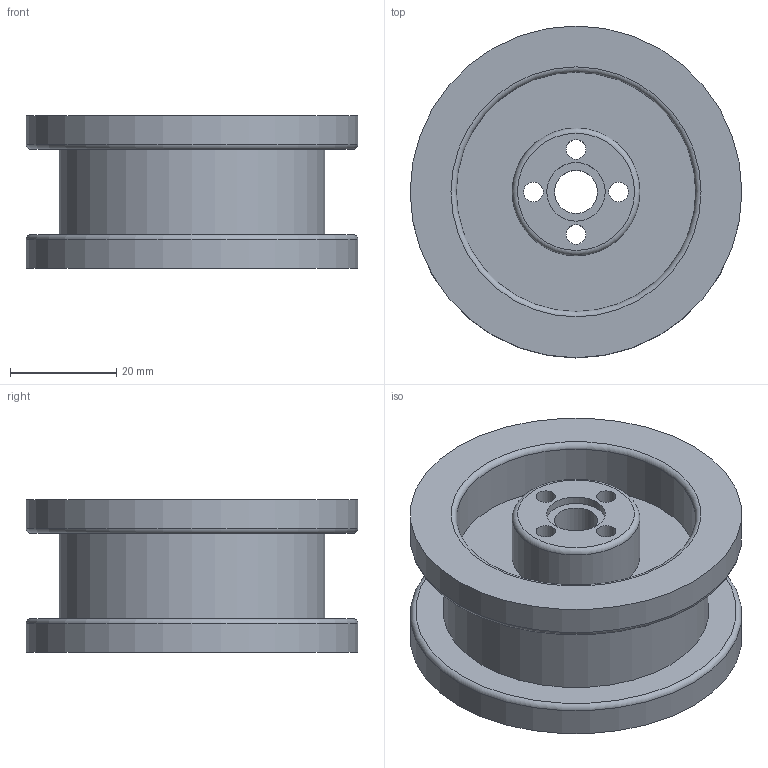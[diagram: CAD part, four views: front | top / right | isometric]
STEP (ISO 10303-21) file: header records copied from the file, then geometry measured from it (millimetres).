
FILE_DESCRIPTION(/* description */ (''),/* implementation_level */ '2;1');
FILE_NAME(/* name */ 'Tetrix_736468_Wheel.ipt.stp',/* time_stamp */ '2014-12-18T17:45:33-08:00',/* author */ ('Autodesk Inc.'),/* organization */ ('Autodesk Inc.'),/* preprocessor_version */ 'ST-DEVELOPER v15.6',/* originating_system */ 'Autodesk Inventor 2015',/* authorisation */ '');
FILE_SCHEMA (('AUTOMOTIVE_DESIGN { 1 0 10303 214 3 1 1 }'));
Length unit declared in the file: millimetre
Products named in the file (1): Tetrix_736468_Wheel
Bounding box: 62.36 x 62.36 x 28.6 mm (x, y, z)
Volume: 44128.8 mm3; surface area: 19148.2 mm2
Topology: 1 solids, 1 shells, 30 faces, 57 edges, 37 vertices
Faces by surface type: cylinder 14, plane 10, torus 6
Full cylindrical faces by diameter (mm): 3.7 x4, 8.1 x1, 11 x2, 24 x2, 45 x2, 50 x1, 62.361 x2
Entity records: 725 total; most frequent: DIRECTION 130, CARTESIAN_POINT 99, EDGE_LOOP 68, ORIENTED_EDGE 68, AXIS2_PLACEMENT_3D 65, FACE_BOUND 38, CIRCLE 34, VERTEX_POINT 34
